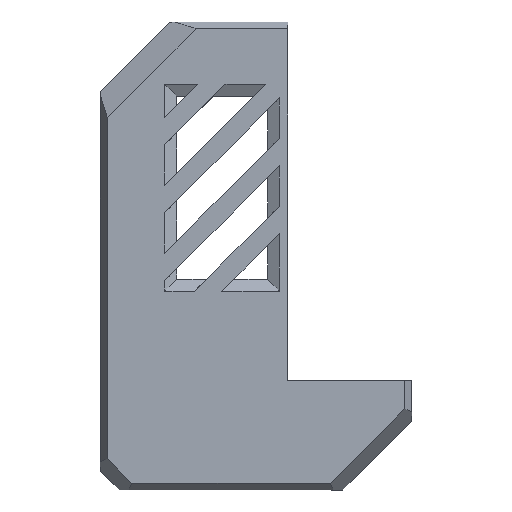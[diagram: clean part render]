
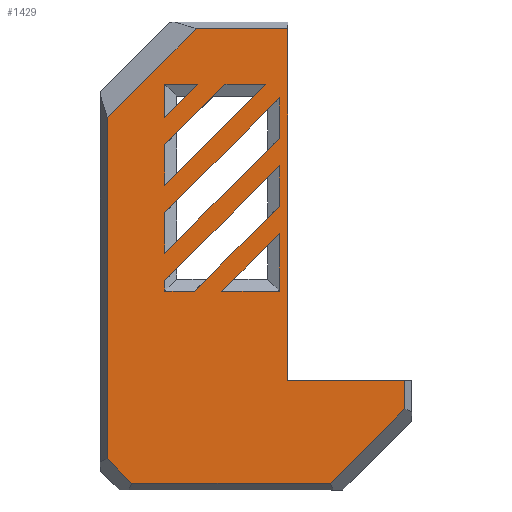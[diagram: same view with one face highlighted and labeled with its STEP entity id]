
A CAD part, front view. The second image highlights one B-rep face of the part: STEP entity #1429.
In plain terms, the highlighted planar face has unit normal (0, -1, 0).
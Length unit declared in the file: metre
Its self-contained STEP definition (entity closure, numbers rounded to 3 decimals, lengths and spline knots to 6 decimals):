
#57=ORIENTED_EDGE('',*,*,#465,.T.);
#58=ORIENTED_EDGE('',*,*,#466,.T.);
#59=ORIENTED_EDGE('',*,*,#467,.T.);
#60=ORIENTED_EDGE('',*,*,#468,.T.);
#61=ORIENTED_EDGE('',*,*,#469,.F.);
#62=ORIENTED_EDGE('',*,*,#470,.T.);
#63=ORIENTED_EDGE('',*,*,#471,.T.);
#64=ORIENTED_EDGE('',*,*,#472,.T.);
#65=ORIENTED_EDGE('',*,*,#473,.T.);
#66=ORIENTED_EDGE('',*,*,#474,.T.);
#67=ORIENTED_EDGE('',*,*,#475,.F.);
#68=ORIENTED_EDGE('',*,*,#476,.T.);
#69=ORIENTED_EDGE('',*,*,#477,.F.);
#70=ORIENTED_EDGE('',*,*,#478,.T.);
#71=ORIENTED_EDGE('',*,*,#479,.F.);
#72=ORIENTED_EDGE('',*,*,#480,.T.);
#73=ORIENTED_EDGE('',*,*,#481,.T.);
#74=ORIENTED_EDGE('',*,*,#482,.T.);
#75=ORIENTED_EDGE('',*,*,#483,.T.);
#76=ORIENTED_EDGE('',*,*,#484,.T.);
#77=ORIENTED_EDGE('',*,*,#485,.F.);
#78=ORIENTED_EDGE('',*,*,#486,.T.);
#79=ORIENTED_EDGE('',*,*,#487,.T.);
#80=ORIENTED_EDGE('',*,*,#488,.T.);
#81=ORIENTED_EDGE('',*,*,#489,.T.);
#82=ORIENTED_EDGE('',*,*,#490,.T.);
#83=ORIENTED_EDGE('',*,*,#491,.T.);
#84=ORIENTED_EDGE('',*,*,#492,.T.);
#465=EDGE_CURVE('',#669,#670,#802,.T.);
#466=EDGE_CURVE('',#670,#671,#803,.T.);
#467=EDGE_CURVE('',#671,#672,#804,.T.);
#468=EDGE_CURVE('',#672,#673,#805,.T.);
#469=EDGE_CURVE('',#674,#673,#806,.T.);
#470=EDGE_CURVE('',#674,#675,#807,.T.);
#471=EDGE_CURVE('',#675,#676,#808,.T.);
#472=EDGE_CURVE('',#676,#677,#809,.T.);
#473=EDGE_CURVE('',#677,#669,#810,.T.);
#474=EDGE_CURVE('',#678,#679,#811,.T.);
#475=EDGE_CURVE('',#680,#679,#812,.T.);
#476=EDGE_CURVE('',#680,#681,#813,.T.);
#477=EDGE_CURVE('',#678,#681,#814,.T.);
#478=EDGE_CURVE('',#682,#683,#815,.T.);
#479=EDGE_CURVE('',#684,#683,#816,.T.);
#480=EDGE_CURVE('',#684,#682,#817,.T.);
#481=EDGE_CURVE('',#685,#686,#818,.T.);
#482=EDGE_CURVE('',#686,#687,#819,.T.);
#483=EDGE_CURVE('',#687,#685,#820,.T.);
#484=EDGE_CURVE('',#688,#689,#821,.T.);
#485=EDGE_CURVE('',#690,#689,#822,.T.);
#486=EDGE_CURVE('',#690,#691,#823,.T.);
#487=EDGE_CURVE('',#691,#688,#824,.T.);
#488=EDGE_CURVE('',#692,#693,#825,.T.);
#489=EDGE_CURVE('',#693,#694,#826,.T.);
#490=EDGE_CURVE('',#694,#695,#827,.T.);
#491=EDGE_CURVE('',#695,#696,#828,.T.);
#492=EDGE_CURVE('',#696,#692,#829,.T.);
#669=VERTEX_POINT('',#2041);
#670=VERTEX_POINT('',#2042);
#671=VERTEX_POINT('',#2044);
#672=VERTEX_POINT('',#2046);
#673=VERTEX_POINT('',#2048);
#674=VERTEX_POINT('',#2050);
#675=VERTEX_POINT('',#2052);
#676=VERTEX_POINT('',#2054);
#677=VERTEX_POINT('',#2056);
#678=VERTEX_POINT('',#2059);
#679=VERTEX_POINT('',#2060);
#680=VERTEX_POINT('',#2062);
#681=VERTEX_POINT('',#2064);
#682=VERTEX_POINT('',#2067);
#683=VERTEX_POINT('',#2068);
#684=VERTEX_POINT('',#2070);
#685=VERTEX_POINT('',#2073);
#686=VERTEX_POINT('',#2074);
#687=VERTEX_POINT('',#2076);
#688=VERTEX_POINT('',#2079);
#689=VERTEX_POINT('',#2080);
#690=VERTEX_POINT('',#2082);
#691=VERTEX_POINT('',#2084);
#692=VERTEX_POINT('',#2087);
#693=VERTEX_POINT('',#2088);
#694=VERTEX_POINT('',#2090);
#695=VERTEX_POINT('',#2092);
#696=VERTEX_POINT('',#2094);
#802=LINE('',#2040,#998);
#803=LINE('',#2043,#999);
#804=LINE('',#2045,#1000);
#805=LINE('',#2047,#1001);
#806=LINE('',#2049,#1002);
#807=LINE('',#2051,#1003);
#808=LINE('',#2053,#1004);
#809=LINE('',#2055,#1005);
#810=LINE('',#2057,#1006);
#811=LINE('',#2058,#1007);
#812=LINE('',#2061,#1008);
#813=LINE('',#2063,#1009);
#814=LINE('',#2065,#1010);
#815=LINE('',#2066,#1011);
#816=LINE('',#2069,#1012);
#817=LINE('',#2071,#1013);
#818=LINE('',#2072,#1014);
#819=LINE('',#2075,#1015);
#820=LINE('',#2077,#1016);
#821=LINE('',#2078,#1017);
#822=LINE('',#2081,#1018);
#823=LINE('',#2083,#1019);
#824=LINE('',#2085,#1020);
#825=LINE('',#2086,#1021);
#826=LINE('',#2089,#1022);
#827=LINE('',#2091,#1023);
#828=LINE('',#2093,#1024);
#829=LINE('',#2095,#1025);
#998=VECTOR('',#1646,1.);
#999=VECTOR('',#1647,1.);
#1000=VECTOR('',#1648,1.);
#1001=VECTOR('',#1649,1.);
#1002=VECTOR('',#1650,1.);
#1003=VECTOR('',#1651,1.);
#1004=VECTOR('',#1652,1.);
#1005=VECTOR('',#1653,1.);
#1006=VECTOR('',#1654,1.);
#1007=VECTOR('',#1655,1.);
#1008=VECTOR('',#1656,1.);
#1009=VECTOR('',#1657,1.);
#1010=VECTOR('',#1658,1.);
#1011=VECTOR('',#1659,1.);
#1012=VECTOR('',#1660,1.);
#1013=VECTOR('',#1661,1.);
#1014=VECTOR('',#1662,1.);
#1015=VECTOR('',#1663,1.);
#1016=VECTOR('',#1664,1.);
#1017=VECTOR('',#1665,1.);
#1018=VECTOR('',#1666,1.);
#1019=VECTOR('',#1667,1.);
#1020=VECTOR('',#1668,1.);
#1021=VECTOR('',#1669,1.);
#1022=VECTOR('',#1670,1.);
#1023=VECTOR('',#1671,1.);
#1024=VECTOR('',#1672,1.);
#1025=VECTOR('',#1673,1.);
#1171=EDGE_LOOP('',(#57,#58,#59,#60,#61,#62,#63,#64,#65));
#1172=EDGE_LOOP('',(#66,#67,#68,#69));
#1173=EDGE_LOOP('',(#70,#71,#72));
#1174=EDGE_LOOP('',(#73,#74,#75));
#1175=EDGE_LOOP('',(#76,#77,#78,#79));
#1176=EDGE_LOOP('',(#80,#81,#82,#83,#84));
#1266=FACE_BOUND('',#1171,.T.);
#1267=FACE_BOUND('',#1172,.T.);
#1268=FACE_BOUND('',#1173,.T.);
#1269=FACE_BOUND('',#1174,.T.);
#1270=FACE_BOUND('',#1175,.T.);
#1271=FACE_BOUND('',#1176,.T.);
#1356=PLANE('',#1523);
#1429=ADVANCED_FACE('',(#1266,#1267,#1268,#1269,#1270,#1271),#1356,.T.);
#1523=AXIS2_PLACEMENT_3D('',#2039,#1644,#1645);
#1644=DIRECTION('',(0.,-1.,0.));
#1645=DIRECTION('',(1.,0.,0.));
#1646=DIRECTION('',(1.,0.,0.));
#1647=DIRECTION('',(0.707,0.,0.707));
#1648=DIRECTION('',(0.,0.,1.));
#1649=DIRECTION('',(-1.,0.,0.));
#1650=DIRECTION('',(0.,0.,-1.));
#1651=DIRECTION('',(-1.,0.,0.));
#1652=DIRECTION('',(-0.707,0.,-0.707));
#1653=DIRECTION('',(0.,0.,-1.));
#1654=DIRECTION('',(0.707,0.,-0.707));
#1655=DIRECTION('',(0.,0.,1.));
#1656=DIRECTION('',(-0.707,0.,-0.707));
#1657=DIRECTION('',(1.,0.,0.));
#1658=DIRECTION('',(0.707,0.,0.707));
#1659=DIRECTION('',(1.,0.,0.));
#1660=DIRECTION('',(0.707,0.,0.707));
#1661=DIRECTION('',(0.,0.,1.));
#1662=DIRECTION('',(-1.,0.,0.));
#1663=DIRECTION('',(0.707,0.,0.707));
#1664=DIRECTION('',(0.,0.,-1.));
#1665=DIRECTION('',(0.,0.,1.));
#1666=DIRECTION('',(-0.707,0.,-0.707));
#1667=DIRECTION('',(0.,0.,-1.));
#1668=DIRECTION('',(-0.707,0.,-0.707));
#1669=DIRECTION('',(-0.707,0.,-0.707));
#1670=DIRECTION('',(-1.,0.,0.));
#1671=DIRECTION('',(0.,0.,1.));
#1672=DIRECTION('',(0.707,0.,0.707));
#1673=DIRECTION('',(0.,0.,-1.));
#2039=CARTESIAN_POINT('',(-0.0973,-0.0099,-0.01205));
#2040=CARTESIAN_POINT('',(-0.0973,-0.0099,-0.0455));
#2041=CARTESIAN_POINT('',(-0.115614,-0.0099,-0.0455));
#2042=CARTESIAN_POINT('',(-0.086328,-0.0099,-0.0455));
#2043=CARTESIAN_POINT('',(-0.075089,-0.0099,-0.034261));
#2044=CARTESIAN_POINT('',(-0.0754,-0.0099,-0.034572));
#2045=CARTESIAN_POINT('',(-0.0754,-0.0099,-0.0304));
#2046=CARTESIAN_POINT('',(-0.0754,-0.0099,-0.0304));
#2047=CARTESIAN_POINT('',(-0.08415,-0.0099,-0.0304));
#2048=CARTESIAN_POINT('',(-0.0926,-0.0099,-0.0304));
#2049=CARTESIAN_POINT('',(-0.0926,-0.0099,-0.004));
#2050=CARTESIAN_POINT('',(-0.0926,-0.0099,0.0214));
#2051=CARTESIAN_POINT('',(-0.0973,-0.0099,0.0214));
#2052=CARTESIAN_POINT('',(-0.106101,-0.0099,0.0214));
#2053=CARTESIAN_POINT('',(-0.118426,-0.0099,0.009076));
#2054=CARTESIAN_POINT('',(-0.1192,-0.0099,0.008301));
#2055=CARTESIAN_POINT('',(-0.1192,-0.0099,-0.01205));
#2056=CARTESIAN_POINT('',(-0.1192,-0.0099,-0.041914));
#2057=CARTESIAN_POINT('',(-0.123182,-0.0099,-0.037932));
#2058=CARTESIAN_POINT('',(-0.110732,-0.0099,-0.01205));
#2059=CARTESIAN_POINT('',(-0.110732,-0.0099,-0.001632));
#2060=CARTESIAN_POINT('',(-0.110732,-0.0099,0.004368));
#2061=CARTESIAN_POINT('',(-0.1063,-0.0099,0.0088));
#2062=CARTESIAN_POINT('',(-0.101868,-0.0099,0.013232));
#2063=CARTESIAN_POINT('',(-0.0973,-0.0099,0.013232));
#2064=CARTESIAN_POINT('',(-0.095868,-0.0099,0.013232));
#2065=CARTESIAN_POINT('',(-0.1033,-0.0099,0.0058));
#2066=CARTESIAN_POINT('',(-0.0973,-0.0099,0.013232));
#2067=CARTESIAN_POINT('',(-0.110732,-0.0099,0.013232));
#2068=CARTESIAN_POINT('',(-0.105868,-0.0099,0.013232));
#2069=CARTESIAN_POINT('',(-0.1083,-0.0099,0.0108));
#2070=CARTESIAN_POINT('',(-0.110732,-0.0099,0.008368));
#2071=CARTESIAN_POINT('',(-0.110732,-0.0099,-0.01205));
#2072=CARTESIAN_POINT('',(-0.1006,-0.0099,-0.017232));
#2073=CARTESIAN_POINT('',(-0.093868,-0.0099,-0.017232));
#2074=CARTESIAN_POINT('',(-0.102332,-0.0099,-0.017232));
#2075=CARTESIAN_POINT('',(-0.0981,-0.0099,-0.013));
#2076=CARTESIAN_POINT('',(-0.093868,-0.0099,-0.008768));
#2077=CARTESIAN_POINT('',(-0.093868,-0.0099,-0.01205));
#2078=CARTESIAN_POINT('',(-0.110732,-0.0099,-0.01205));
#2079=CARTESIAN_POINT('',(-0.110732,-0.0099,-0.011632));
#2080=CARTESIAN_POINT('',(-0.110732,-0.0099,-0.005632));
#2081=CARTESIAN_POINT('',(-0.1023,-0.0099,0.0028));
#2082=CARTESIAN_POINT('',(-0.093868,-0.0099,0.011232));
#2083=CARTESIAN_POINT('',(-0.093868,-0.0099,-0.01205));
#2084=CARTESIAN_POINT('',(-0.093868,-0.0099,0.005232));
#2085=CARTESIAN_POINT('',(-0.1023,-0.0099,-0.0032));
#2086=CARTESIAN_POINT('',(-0.1001,-0.0099,-0.011));
#2087=CARTESIAN_POINT('',(-0.093868,-0.0099,-0.004768));
#2088=CARTESIAN_POINT('',(-0.106332,-0.0099,-0.017232));
#2089=CARTESIAN_POINT('',(-0.109,-0.0099,-0.017232));
#2090=CARTESIAN_POINT('',(-0.110732,-0.0099,-0.017232));
#2091=CARTESIAN_POINT('',(-0.110732,-0.0099,-0.01205));
#2092=CARTESIAN_POINT('',(-0.110732,-0.0099,-0.015632));
#2093=CARTESIAN_POINT('',(-0.1023,-0.0099,-0.0072));
#2094=CARTESIAN_POINT('',(-0.093868,-0.0099,0.001232));
#2095=CARTESIAN_POINT('',(-0.093868,-0.0099,-0.01205));
